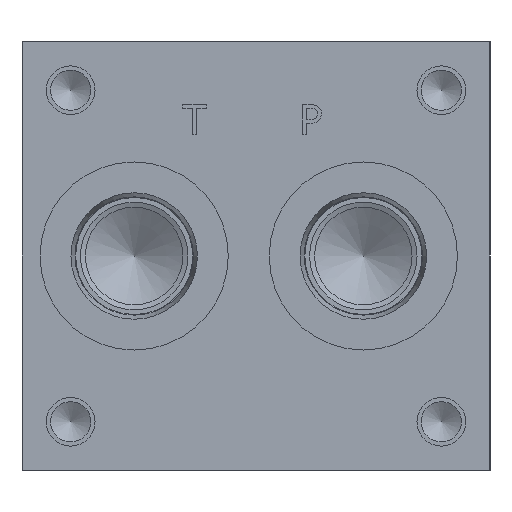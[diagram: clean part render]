
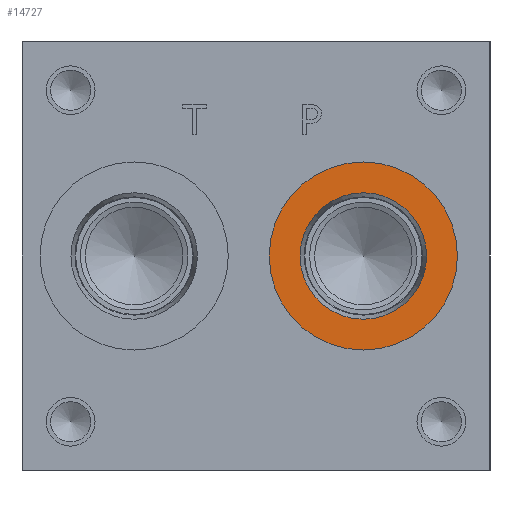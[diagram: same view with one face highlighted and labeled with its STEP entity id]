
A CAD part, left-side view. The second image highlights one B-rep face of the part: STEP entity #14727.
In plain terms, the highlighted planar face has unit normal (-1, 0, 0).
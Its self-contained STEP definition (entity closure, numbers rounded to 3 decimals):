
#396=CIRCLE('',#15489,15.316);
#397=CIRCLE('',#15490,15.316);
#398=CIRCLE('',#15492,10.3);
#399=CIRCLE('',#15493,10.3);
#901=FACE_BOUND('',#2806,.T.);
#1959=FACE_OUTER_BOUND('',#2805,.T.);
#2805=EDGE_LOOP('',(#11994,#11995));
#2806=EDGE_LOOP('',(#11996,#11997));
#6613=VERTEX_POINT('',#24670);
#6614=VERTEX_POINT('',#24672);
#6615=VERTEX_POINT('',#24676);
#6616=VERTEX_POINT('',#24677);
#8538=EDGE_CURVE('',#6613,#6614,#396,.T.);
#8539=EDGE_CURVE('',#6614,#6613,#397,.T.);
#8540=EDGE_CURVE('',#6615,#6616,#398,.T.);
#8541=EDGE_CURVE('',#6616,#6615,#399,.T.);
#11994=ORIENTED_EDGE('',*,*,#8539,.F.);
#11995=ORIENTED_EDGE('',*,*,#8538,.F.);
#11996=ORIENTED_EDGE('',*,*,#8540,.T.);
#11997=ORIENTED_EDGE('',*,*,#8541,.T.);
#13726=PLANE('',#15491);
#14727=ADVANCED_FACE('',(#1959,#901),#13726,.F.);
#15489=AXIS2_PLACEMENT_3D('',#24673,#18151,#18152);
#15490=AXIS2_PLACEMENT_3D('',#24674,#18153,#18154);
#15491=AXIS2_PLACEMENT_3D('',#24675,#18155,#18156);
#15492=AXIS2_PLACEMENT_3D('',#24678,#18157,#18158);
#15493=AXIS2_PLACEMENT_3D('',#24679,#18159,#18160);
#18151=DIRECTION('center_axis',(1.,0.,0.));
#18152=DIRECTION('ref_axis',(0.,0.,-1.));
#18153=DIRECTION('center_axis',(1.,0.,0.));
#18154=DIRECTION('ref_axis',(0.,0.,-1.));
#18155=DIRECTION('center_axis',(1.,0.,0.));
#18156=DIRECTION('ref_axis',(0.,0.,-1.));
#18157=DIRECTION('center_axis',(1.,0.,0.));
#18158=DIRECTION('ref_axis',(0.,0.,-1.));
#18159=DIRECTION('center_axis',(1.,0.,0.));
#18160=DIRECTION('ref_axis',(0.,0.,-1.));
#24670=CARTESIAN_POINT('',(0.787,20.625,19.609));
#24672=CARTESIAN_POINT('',(0.787,20.625,50.241));
#24673=CARTESIAN_POINT('Origin',(0.787,20.625,34.925));
#24674=CARTESIAN_POINT('Origin',(0.787,20.625,34.925));
#24675=CARTESIAN_POINT('Origin',(0.787,20.625,45.225));
#24676=CARTESIAN_POINT('',(0.787,20.625,45.225));
#24677=CARTESIAN_POINT('',(0.787,20.625,24.625));
#24678=CARTESIAN_POINT('Origin',(0.787,20.625,34.925));
#24679=CARTESIAN_POINT('Origin',(0.787,20.625,34.925));
